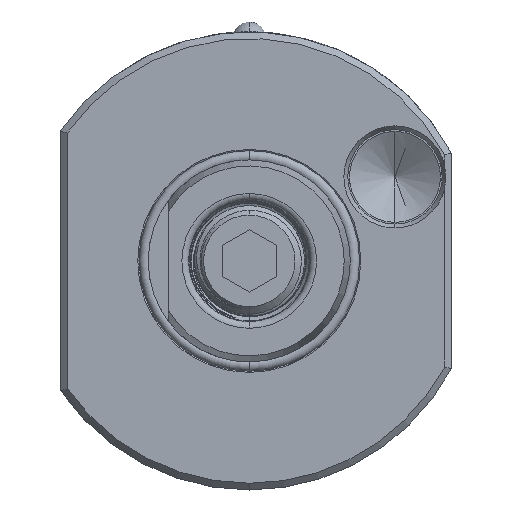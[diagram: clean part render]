
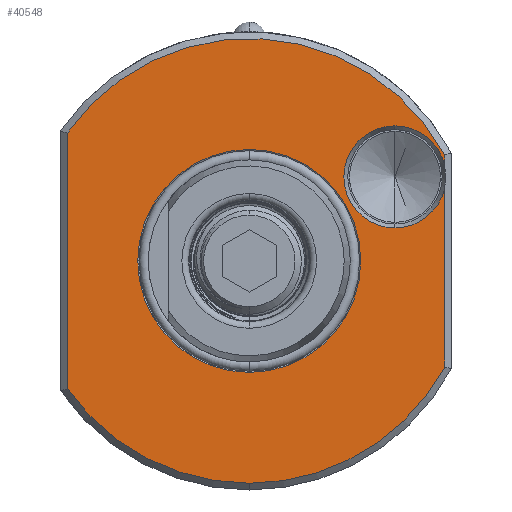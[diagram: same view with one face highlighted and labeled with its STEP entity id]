
A CAD part, left-side view. The second image highlights one B-rep face of the part: STEP entity #40548.
In plain terms, the highlighted planar face has unit normal (-1, 0, 0).
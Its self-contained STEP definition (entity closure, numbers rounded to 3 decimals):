
#824 = ORIENTED_EDGE ( 'NONE', *, *, #40762, .T. ) ;
#834 = ORIENTED_EDGE ( 'NONE', *, *, #40792, .T. ) ;
#836 = ORIENTED_EDGE ( 'NONE', *, *, #40791, .T. ) ;
#839 = ORIENTED_EDGE ( 'NONE', *, *, #40777, .T. ) ;
#840 = ORIENTED_EDGE ( 'NONE', *, *, #3540, .T. ) ;
#861 = ORIENTED_EDGE ( 'NONE', *, *, #40770, .T. ) ;
#865 = ORIENTED_EDGE ( 'NONE', *, *, #40790, .T. ) ;
#867 = ORIENTED_EDGE ( 'NONE', *, *, #3495, .T. ) ;
#875 = ORIENTED_EDGE ( 'NONE', *, *, #40760, .T. ) ;
#877 = ORIENTED_EDGE ( 'NONE', *, *, #3469, .T. ) ;
#878 = ORIENTED_EDGE ( 'NONE', *, *, #41542, .T. ) ;
#3469 = EDGE_CURVE ( 'NONE', #25840, #25822, #16379, .T. ) ;
#3495 = EDGE_CURVE ( 'NONE', #25900, #25816, #16378, .T. ) ;
#3540 = EDGE_CURVE ( 'NONE', #25829, #25805, #35879, .T. ) ;
#4808 = CARTESIAN_POINT ( 'NONE',  ( 2., 15., 0. ) ) ;
#4810 = PLANE ( 'NONE',  #38127 ) ;
#4831 = DIRECTION ( 'NONE',  ( 0., 0., 1. ) ) ;
#4852 = DIRECTION ( 'NONE',  ( -1., 0., 0. ) ) ;
#10581 = DIRECTION ( 'NONE',  ( 1., 0., 0. ) ) ;
#10583 = DIRECTION ( 'NONE',  ( 0., 0., 1. ) ) ;
#10593 = CARTESIAN_POINT ( 'NONE',  ( 2., -21.62, 12.47 ) ) ;
#11037 = CARTESIAN_POINT ( 'NONE',  ( 2., 0., 0. ) ) ;
#11058 = DIRECTION ( 'NONE',  ( 0., 1., 0. ) ) ;
#11062 = DIRECTION ( 'NONE',  ( 1., 0., 0. ) ) ;
#14138 = CARTESIAN_POINT ( 'NONE',  ( 2., 0., 0. ) ) ;
#14141 = DIRECTION ( 'NONE',  ( -1., 0., 0. ) ) ;
#14142 = DIRECTION ( 'NONE',  ( 0., 0., 1. ) ) ;
#16378 = CIRCLE ( 'NONE', #41392, 16.55 ) ;
#16379 = CIRCLE ( 'NONE', #41432, 7.577 ) ;
#16819 = EDGE_LOOP ( 'NONE', ( #867, #861 ) ) ;
#16833 = EDGE_LOOP ( 'NONE', ( #865, #878, #875, #877, #836, #840, #824, #839, #834 ) ) ;
#22785 = FACE_OUTER_BOUND ( 'NONE', #16833, .T. ) ;
#22844 = FACE_BOUND ( 'NONE', #16819, .T. ) ;
#22941 = LINE ( 'NONE', #31407, #22948 ) ;
#22948 = VECTOR ( 'NONE', #31408, 1000. ) ;
#22950 = LINE ( 'NONE', #31442, #23019 ) ;
#22989 = CIRCLE ( 'NONE', #38147, 33. ) ;
#22992 = CIRCLE ( 'NONE', #38164, 33. ) ;
#23003 = LINE ( 'NONE', #32232, #23012 ) ;
#23011 = CIRCLE ( 'NONE', #38183, 7.577 ) ;
#23012 = VECTOR ( 'NONE', #32283, 1000. ) ;
#23019 = VECTOR ( 'NONE', #31425, 1000. ) ;
#23030 = CIRCLE ( 'NONE', #38172, 16.55 ) ;
#23518 = VERTEX_POINT ( 'NONE', #24620 ) ;
#23521 = VERTEX_POINT ( 'NONE', #24606 ) ;
#23558 = VERTEX_POINT ( 'NONE', #24648 ) ;
#24606 = CARTESIAN_POINT ( 'NONE',  ( 2., 27., 18.974 ) ) ;
#24620 = CARTESIAN_POINT ( 'NONE',  ( 2., 27., -18.974 ) ) ;
#24648 = CARTESIAN_POINT ( 'NONE',  ( 2., -29., 15.748 ) ) ;
#24899 = CARTESIAN_POINT ( 'NONE',  ( 2., 16.55, 0. ) ) ;
#24922 = CARTESIAN_POINT ( 'NONE',  ( 2., -21.62, 4.893 ) ) ;
#24929 = CARTESIAN_POINT ( 'NONE',  ( 2., -29., 14.188 ) ) ;
#24968 = CARTESIAN_POINT ( 'NONE',  ( 2., -21.62, 20.047 ) ) ;
#24993 = CARTESIAN_POINT ( 'NONE',  ( 2., -29., 10.752 ) ) ;
#25072 = CARTESIAN_POINT ( 'NONE',  ( 2., -16.55, 0. ) ) ;
#25170 = CARTESIAN_POINT ( 'NONE',  ( 2., -29., -15.748 ) ) ;
#25196 = CARTESIAN_POINT ( 'NONE',  ( 2., 0., -33. ) ) ;
#25805 = VERTEX_POINT ( 'NONE', #24929 ) ;
#25816 = VERTEX_POINT ( 'NONE', #24899 ) ;
#25822 = VERTEX_POINT ( 'NONE', #24922 ) ;
#25829 = VERTEX_POINT ( 'NONE', #24968 ) ;
#25840 = VERTEX_POINT ( 'NONE', #24993 ) ;
#25900 = VERTEX_POINT ( 'NONE', #25072 ) ;
#26030 = VERTEX_POINT ( 'NONE', #25170 ) ;
#26076 = VERTEX_POINT ( 'NONE', #25196 ) ;
#31407 = CARTESIAN_POINT ( 'NONE',  ( 2., -29., 0. ) ) ;
#31408 = DIRECTION ( 'NONE',  ( 0., 0., 1. ) ) ;
#31425 = DIRECTION ( 'NONE',  ( 0., 0., 1. ) ) ;
#31442 = CARTESIAN_POINT ( 'NONE',  ( 2., -29., 0. ) ) ;
#31516 = CARTESIAN_POINT ( 'NONE',  ( 2., 0., 0. ) ) ;
#31522 = DIRECTION ( 'NONE',  ( 0., 1., 0. ) ) ;
#31544 = DIRECTION ( 'NONE',  ( 1., 0., 0. ) ) ;
#32232 = CARTESIAN_POINT ( 'NONE',  ( 2., 27., 0. ) ) ;
#32252 = CARTESIAN_POINT ( 'NONE',  ( 2., -21.62, 12.47 ) ) ;
#32253 = DIRECTION ( 'NONE',  ( 0., 0., 1. ) ) ;
#32258 = DIRECTION ( 'NONE',  ( -1., 0., 0. ) ) ;
#32263 = CARTESIAN_POINT ( 'NONE',  ( 2., 0., 0. ) ) ;
#32273 = DIRECTION ( 'NONE',  ( 0., 0., 1. ) ) ;
#32283 = DIRECTION ( 'NONE',  ( 0., 0., -1. ) ) ;
#32288 = DIRECTION ( 'NONE',  ( 1., 0., 0. ) ) ;
#33219 = CARTESIAN_POINT ( 'NONE',  ( 2., 0., 0. ) ) ;
#33249 = DIRECTION ( 'NONE',  ( -1., 0., 0. ) ) ;
#33250 = DIRECTION ( 'NONE',  ( 0., 0., 1. ) ) ;
#35879 = CIRCLE ( 'NONE', #41464, 7.577 ) ;
#36619 = CIRCLE ( 'NONE', #38365, 33. ) ;
#38127 = AXIS2_PLACEMENT_3D ( 'NONE', #4808, #4852, #4831 ) ;
#38147 = AXIS2_PLACEMENT_3D ( 'NONE', #33219, #33249, #33250 ) ;
#38164 = AXIS2_PLACEMENT_3D ( 'NONE', #32263, #32258, #32273 ) ;
#38172 = AXIS2_PLACEMENT_3D ( 'NONE', #31516, #31544, #31522 ) ;
#38183 = AXIS2_PLACEMENT_3D ( 'NONE', #32252, #32288, #32253 ) ;
#38365 = AXIS2_PLACEMENT_3D ( 'NONE', #14138, #14141, #14142 ) ;
#40548 = ADVANCED_FACE ( 'NONE', ( #22785, #22844 ), #4810, .T. ) ;
#40760 = EDGE_CURVE ( 'NONE', #26030, #25840, #22941, .T. ) ;
#40762 = EDGE_CURVE ( 'NONE', #25805, #23558, #22950, .T. ) ;
#40770 = EDGE_CURVE ( 'NONE', #25816, #25900, #23030, .T. ) ;
#40777 = EDGE_CURVE ( 'NONE', #23558, #23521, #22989, .T. ) ;
#40790 = EDGE_CURVE ( 'NONE', #23518, #26076, #22992, .T. ) ;
#40791 = EDGE_CURVE ( 'NONE', #25822, #25829, #23011, .T. ) ;
#40792 = EDGE_CURVE ( 'NONE', #23521, #23518, #23003, .T. ) ;
#41392 = AXIS2_PLACEMENT_3D ( 'NONE', #11037, #11062, #11058 ) ;
#41432 = AXIS2_PLACEMENT_3D ( 'NONE', #10593, #10581, #10583 ) ;
#41464 = AXIS2_PLACEMENT_3D ( 'NONE', #42486, #42487, #42507 ) ;
#41542 = EDGE_CURVE ( 'NONE', #26076, #26030, #36619, .T. ) ;
#42486 = CARTESIAN_POINT ( 'NONE',  ( 2., -21.62, 12.47 ) ) ;
#42487 = DIRECTION ( 'NONE',  ( 1., 0., 0. ) ) ;
#42507 = DIRECTION ( 'NONE',  ( 0., 0., 1. ) ) ;
